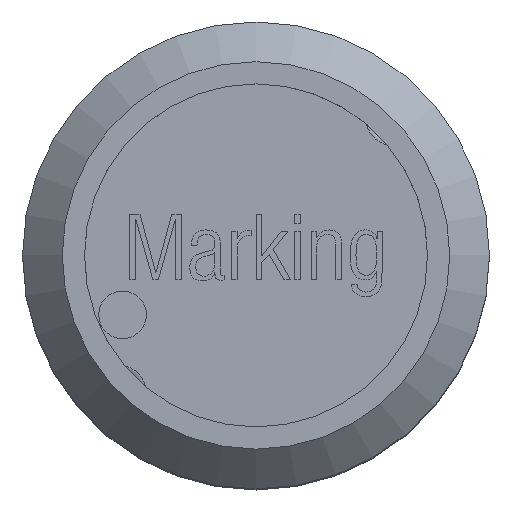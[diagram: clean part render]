
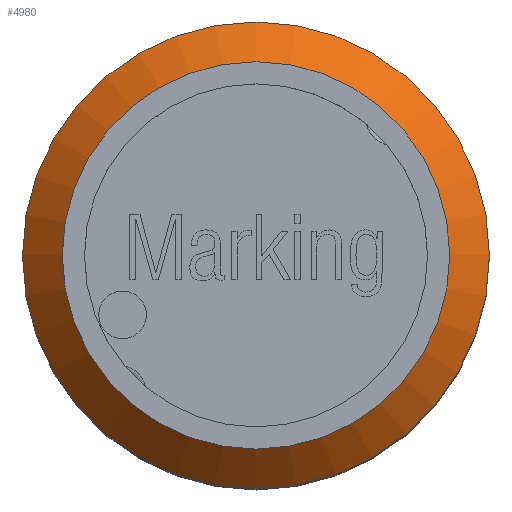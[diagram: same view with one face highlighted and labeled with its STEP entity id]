
A CAD part, top view. The second image highlights one B-rep face of the part: STEP entity #4980.
In plain terms, the highlighted conical face has half-angle 45 degrees and reference radius 2.45 mm.
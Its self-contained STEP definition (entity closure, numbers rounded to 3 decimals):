
#26=CONICAL_SURFACE('',#5282,2.45,0.785);
#651=CIRCLE('',#5280,2.033);
#653=CIRCLE('',#5283,2.45);
#1689=ORIENTED_EDGE('',*,*,#2205,.F.);
#1690=ORIENTED_EDGE('',*,*,#2203,.T.);
#2203=EDGE_CURVE('',#2527,#2527,#651,.T.);
#2205=EDGE_CURVE('',#2529,#2529,#653,.T.);
#2527=VERTEX_POINT('',#11056);
#2529=VERTEX_POINT('',#11061);
#2908=EDGE_LOOP('',(#1689));
#2909=EDGE_LOOP('',(#1690));
#3186=FACE_BOUND('',#2908,.T.);
#3187=FACE_BOUND('',#2909,.T.);
#4980=ADVANCED_FACE('',(#3186,#3187),#26,.T.);
#5280=AXIS2_PLACEMENT_3D('',#11055,#6110,#6111);
#5282=AXIS2_PLACEMENT_3D('',#11059,#6114,#6115);
#5283=AXIS2_PLACEMENT_3D('',#11060,#6116,#6117);
#6110=DIRECTION('',(0.,0.,-1.));
#6111=DIRECTION('',(-1.,0.,0.));
#6114=DIRECTION('',(0.,0.,-1.));
#6115=DIRECTION('',(-1.,0.,0.));
#6116=DIRECTION('',(0.,0.,-1.));
#6117=DIRECTION('',(-1.,0.,0.));
#11055=CARTESIAN_POINT('',(0.,0.,5.2));
#11056=CARTESIAN_POINT('',(-2.033,0.,5.2));
#11059=CARTESIAN_POINT('',(0.,0.,4.783));
#11060=CARTESIAN_POINT('',(0.,0.,4.783));
#11061=CARTESIAN_POINT('',(-2.45,0.,4.783));
